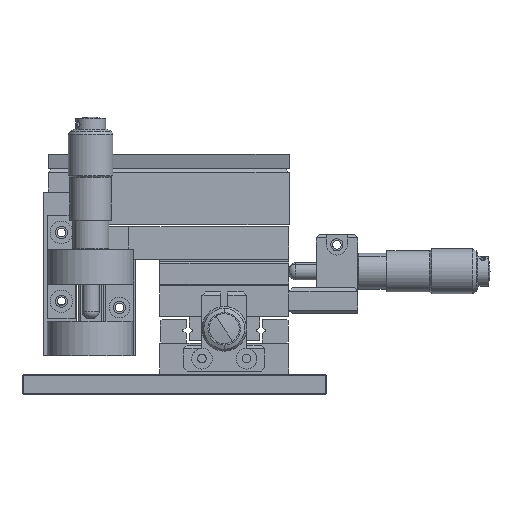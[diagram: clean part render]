
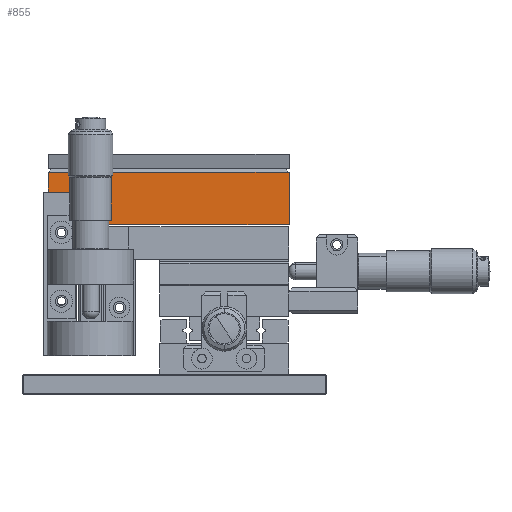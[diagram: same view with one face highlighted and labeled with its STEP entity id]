
A CAD part, front view. The second image highlights one B-rep face of the part: STEP entity #855.
In plain terms, the highlighted planar face has unit normal (0, -1, 0).
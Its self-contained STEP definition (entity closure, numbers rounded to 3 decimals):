
#25 = EDGE_CURVE ( 'NONE', #6610, #8576, #20346, .T. ) ;
#855 = ADVANCED_FACE ( 'NONE', ( #12197 ), #4336, .F. ) ;
#1140 = DIRECTION ( 'NONE',  ( -1., 0., 0. ) ) ;
#1668 = LINE ( 'NONE', #10413, #18475 ) ;
#2332 = CARTESIAN_POINT ( 'NONE',  ( 33.45, -18.8, 64.7 ) ) ;
#2743 = VECTOR ( 'NONE', #14287, 1000. ) ;
#3848 = EDGE_LOOP ( 'NONE', ( #11508, #15703, #8522, #7837, #5231, #7899 ) ) ;
#3975 = DIRECTION ( 'NONE',  ( 1., 0., 0. ) ) ;
#4336 = PLANE ( 'NONE',  #11263 ) ;
#4821 = DIRECTION ( 'NONE',  ( 1., 0., 0. ) ) ;
#5107 = CARTESIAN_POINT ( 'NONE',  ( 33.45, -18.8, 49.4 ) ) ;
#5231 = ORIENTED_EDGE ( 'NONE', *, *, #19236, .T. ) ;
#5375 = CARTESIAN_POINT ( 'NONE',  ( -28.05, -18.8, 58.9 ) ) ;
#5705 = CARTESIAN_POINT ( 'NONE',  ( -36.55, -18.8, 65.7 ) ) ;
#6593 = VECTOR ( 'NONE', #4821, 1000. ) ;
#6610 = VERTEX_POINT ( 'NONE', #11644 ) ;
#6634 = CARTESIAN_POINT ( 'NONE',  ( -36.55, -18.8, 64.7 ) ) ;
#7478 = CARTESIAN_POINT ( 'NONE',  ( -36.55, -18.8, 64.7 ) ) ;
#7837 = ORIENTED_EDGE ( 'NONE', *, *, #9770, .T. ) ;
#7899 = ORIENTED_EDGE ( 'NONE', *, *, #25, .T. ) ;
#8072 = LINE ( 'NONE', #21014, #2743 ) ;
#8522 = ORIENTED_EDGE ( 'NONE', *, *, #10974, .T. ) ;
#8576 = VERTEX_POINT ( 'NONE', #5107 ) ;
#9253 = CARTESIAN_POINT ( 'NONE',  ( 33.45, -18.8, 65.7 ) ) ;
#9258 = DIRECTION ( 'NONE',  ( 0., 1., 0. ) ) ;
#9770 = EDGE_CURVE ( 'NONE', #14212, #13998, #20697, .T. ) ;
#10413 = CARTESIAN_POINT ( 'NONE',  ( -28.05, -18.8, 49.4 ) ) ;
#10641 = VECTOR ( 'NONE', #13266, 1000. ) ;
#10748 = EDGE_CURVE ( 'NONE', #19938, #15833, #17236, .T. ) ;
#10974 = EDGE_CURVE ( 'NONE', #15833, #14212, #8072, .T. ) ;
#11263 = AXIS2_PLACEMENT_3D ( 'NONE', #5705, #9258, #1140 ) ;
#11508 = ORIENTED_EDGE ( 'NONE', *, *, #12964, .T. ) ;
#11644 = CARTESIAN_POINT ( 'NONE',  ( -28.05, -18.8, 49.4 ) ) ;
#11805 = VECTOR ( 'NONE', #12322, 1000. ) ;
#12197 = FACE_OUTER_BOUND ( 'NONE', #3848, .T. ) ;
#12322 = DIRECTION ( 'NONE',  ( 0., 0., 1. ) ) ;
#12555 = LINE ( 'NONE', #9253, #11805 ) ;
#12964 = EDGE_CURVE ( 'NONE', #8576, #19938, #12555, .T. ) ;
#13266 = DIRECTION ( 'NONE',  ( -1., 0., 0. ) ) ;
#13998 = VERTEX_POINT ( 'NONE', #5375 ) ;
#14212 = VERTEX_POINT ( 'NONE', #20407 ) ;
#14287 = DIRECTION ( 'NONE',  ( 0., 0., -1. ) ) ;
#15703 = ORIENTED_EDGE ( 'NONE', *, *, #10748, .T. ) ;
#15833 = VERTEX_POINT ( 'NONE', #7478 ) ;
#16852 = CARTESIAN_POINT ( 'NONE',  ( -28.05, -18.8, 58.9 ) ) ;
#17236 = LINE ( 'NONE', #6634, #10641 ) ;
#18438 = DIRECTION ( 'NONE',  ( 0., 0., -1. ) ) ;
#18475 = VECTOR ( 'NONE', #18438, 1000. ) ;
#18683 = VECTOR ( 'NONE', #3975, 1000. ) ;
#19236 = EDGE_CURVE ( 'NONE', #13998, #6610, #1668, .T. ) ;
#19938 = VERTEX_POINT ( 'NONE', #2332 ) ;
#20346 = LINE ( 'NONE', #20953, #6593 ) ;
#20407 = CARTESIAN_POINT ( 'NONE',  ( -36.55, -18.8, 58.9 ) ) ;
#20697 = LINE ( 'NONE', #16852, #18683 ) ;
#20953 = CARTESIAN_POINT ( 'NONE',  ( 33.45, -18.8, 49.4 ) ) ;
#21014 = CARTESIAN_POINT ( 'NONE',  ( -36.55, -18.8, 58.9 ) ) ;
